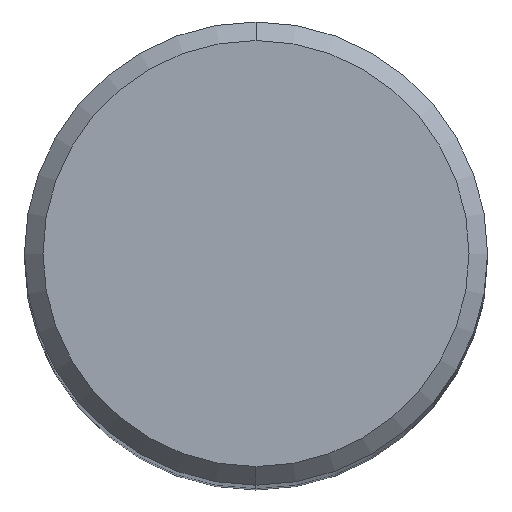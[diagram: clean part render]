
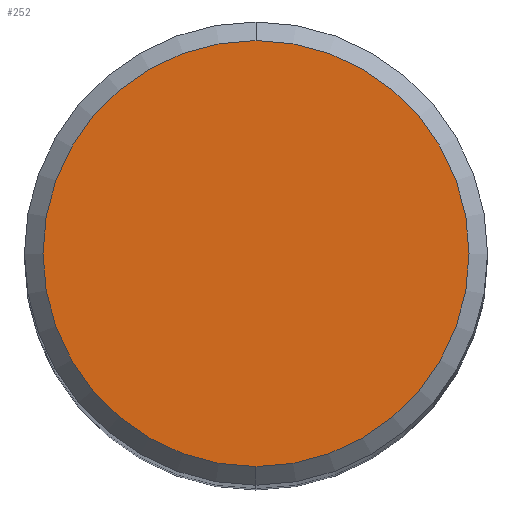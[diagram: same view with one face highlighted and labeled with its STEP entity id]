
A CAD part, top view. The second image highlights one B-rep face of the part: STEP entity #252.
In plain terms, the highlighted planar face has unit normal (0, 0, 1).
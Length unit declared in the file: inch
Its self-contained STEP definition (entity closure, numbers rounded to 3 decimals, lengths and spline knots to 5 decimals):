
#37 = CARTESIAN_POINT ( 'NONE',  ( 0., 0.23, 0. ) ) ;
#43 = EDGE_CURVE ( 'NONE', #383, #196, #402, .T. ) ;
#63 = ORIENTED_EDGE ( 'NONE', *, *, #43, .T. ) ;
#67 = DIRECTION ( 'NONE',  ( 0., 1., 0. ) ) ;
#87 = DIRECTION ( 'NONE',  ( 0., -1., 0. ) ) ;
#88 = CARTESIAN_POINT ( 'NONE',  ( 0., 0.23, 0. ) ) ;
#89 = AXIS2_PLACEMENT_3D ( 'NONE', #37, #256, #67 ) ;
#96 = DIRECTION ( 'NONE',  ( 0., 0., 1. ) ) ;
#102 = PLANE ( 'NONE',  #89 ) ;
#127 = AXIS2_PLACEMENT_3D ( 'NONE', #229, #336, #87 ) ;
#175 = DIRECTION ( 'NONE',  ( 0., -1., 0. ) ) ;
#182 = FACE_OUTER_BOUND ( 'NONE', #332, .T. ) ;
#196 = VERTEX_POINT ( 'NONE', #88 ) ;
#229 = CARTESIAN_POINT ( 'NONE',  ( 0., 0., 0. ) ) ;
#248 = EDGE_CURVE ( 'NONE', #196, #383, #363, .T. ) ;
#252 = ADVANCED_FACE ( 'NONE', ( #182 ), #102, .F. ) ;
#256 = DIRECTION ( 'NONE',  ( 0., 0., -1. ) ) ;
#262 = ORIENTED_EDGE ( 'NONE', *, *, #248, .T. ) ;
#281 = CARTESIAN_POINT ( 'NONE',  ( 0., 0., 0. ) ) ;
#332 = EDGE_LOOP ( 'NONE', ( #262, #63 ) ) ;
#336 = DIRECTION ( 'NONE',  ( 0., 0., 1. ) ) ;
#363 = CIRCLE ( 'NONE', #381, 0.23 ) ;
#381 = AXIS2_PLACEMENT_3D ( 'NONE', #281, #96, #175 ) ;
#383 = VERTEX_POINT ( 'NONE', #384 ) ;
#384 = CARTESIAN_POINT ( 'NONE',  ( 0., -0.23, 0. ) ) ;
#402 = CIRCLE ( 'NONE', #127, 0.23 ) ;
